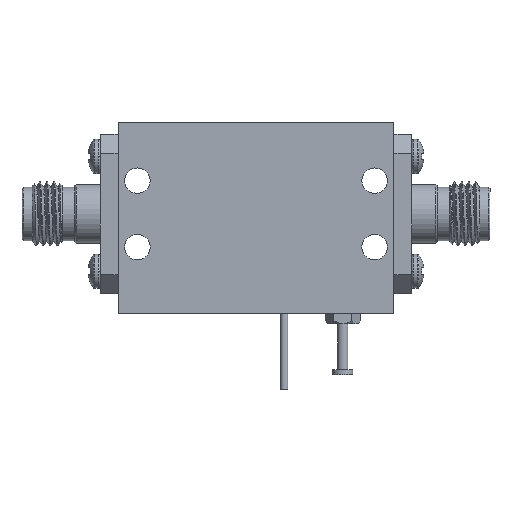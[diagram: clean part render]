
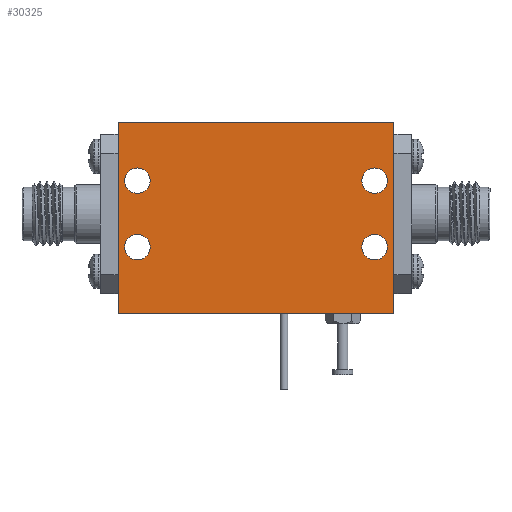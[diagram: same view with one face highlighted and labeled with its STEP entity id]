
A CAD part, front view. The second image highlights one B-rep face of the part: STEP entity #30325.
In plain terms, the highlighted planar face has unit normal (0, -1, 0).
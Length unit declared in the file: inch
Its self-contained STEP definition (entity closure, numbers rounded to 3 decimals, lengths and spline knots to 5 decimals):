
#580 = EDGE_LOOP ( 'NONE', ( #34389, #26942 ) ) ;
#1266 = DIRECTION ( 'NONE',  ( 0., 0., 1. ) ) ;
#1533 = CARTESIAN_POINT ( 'NONE',  ( -0.54, -0.175, 0.375 ) ) ;
#2245 = EDGE_CURVE ( 'NONE', #49344, #39169, #30257, .T. ) ;
#2665 = DIRECTION ( 'NONE',  ( 0., 1., 0. ) ) ;
#2712 = DIRECTION ( 'NONE',  ( 0., 1., 0. ) ) ;
#3562 = EDGE_LOOP ( 'NONE', ( #37252, #5888 ) ) ;
#4434 = CARTESIAN_POINT ( 'NONE',  ( 0.54, -0.175, 0.375 ) ) ;
#4484 = PLANE ( 'NONE',  #40859 ) ;
#5446 = DIRECTION ( 'NONE',  ( 0., 0., 1. ) ) ;
#5533 = VECTOR ( 'NONE', #13934, 39.37008 ) ;
#5888 = ORIENTED_EDGE ( 'NONE', *, *, #51851, .T. ) ;
#6997 = CARTESIAN_POINT ( 'NONE',  ( 0.465, -0.175, 0.145 ) ) ;
#7617 = EDGE_CURVE ( 'NONE', #9332, #30010, #51066, .T. ) ;
#8279 = EDGE_CURVE ( 'NONE', #17929, #28411, #9531, .T. ) ;
#8319 = DIRECTION ( 'NONE',  ( 0., 0., 1. ) ) ;
#9045 = VERTEX_POINT ( 'NONE', #34799 ) ;
#9332 = VERTEX_POINT ( 'NONE', #12958 ) ;
#9531 = CIRCLE ( 'NONE', #47782, 0.05 ) ;
#10756 = ORIENTED_EDGE ( 'NONE', *, *, #38505, .F. ) ;
#11153 = CARTESIAN_POINT ( 'NONE',  ( -0.465, -0.175, 0.145 ) ) ;
#11489 = DIRECTION ( 'NONE',  ( 0., 1., 0. ) ) ;
#11872 = ORIENTED_EDGE ( 'NONE', *, *, #7617, .F. ) ;
#12906 = FACE_BOUND ( 'NONE', #3562, .T. ) ;
#12958 = CARTESIAN_POINT ( 'NONE',  ( -0.54, -0.175, -0.375 ) ) ;
#13651 = ORIENTED_EDGE ( 'NONE', *, *, #49872, .T. ) ;
#13656 = CARTESIAN_POINT ( 'NONE',  ( 0.54, -0.175, -0.375 ) ) ;
#13934 = DIRECTION ( 'NONE',  ( 0., 0., -1. ) ) ;
#14024 = CARTESIAN_POINT ( 'NONE',  ( -0.54, -0.175, -0.375 ) ) ;
#16464 = CARTESIAN_POINT ( 'NONE',  ( -0.465, -0.175, -0.165 ) ) ;
#16474 = DIRECTION ( 'NONE',  ( 0., 1., 0. ) ) ;
#16881 = CARTESIAN_POINT ( 'NONE',  ( 0.465, -0.175, 0.145 ) ) ;
#17461 = CARTESIAN_POINT ( 'NONE',  ( -0.465, -0.175, -0.065 ) ) ;
#17647 = VECTOR ( 'NONE', #38530, 39.37008 ) ;
#17929 = VERTEX_POINT ( 'NONE', #22309 ) ;
#17982 = CARTESIAN_POINT ( 'NONE',  ( -0.54, -0.175, 0.375 ) ) ;
#18368 = LINE ( 'NONE', #14024, #17647 ) ;
#18720 = CIRCLE ( 'NONE', #42235, 0.05 ) ;
#19306 = DIRECTION ( 'NONE',  ( 0., 0., 1. ) ) ;
#19376 = AXIS2_PLACEMENT_3D ( 'NONE', #48012, #40645, #36571 ) ;
#19509 = AXIS2_PLACEMENT_3D ( 'NONE', #40494, #2665, #27700 ) ;
#20573 = CARTESIAN_POINT ( 'NONE',  ( -0.465, -0.175, 0.145 ) ) ;
#21234 = ORIENTED_EDGE ( 'NONE', *, *, #52955, .T. ) ;
#21353 = DIRECTION ( 'NONE',  ( 0., -1., 0. ) ) ;
#21630 = VERTEX_POINT ( 'NONE', #17461 ) ;
#22245 = VERTEX_POINT ( 'NONE', #16464 ) ;
#22309 = CARTESIAN_POINT ( 'NONE',  ( 0.465, -0.175, -0.065 ) ) ;
#22547 = VERTEX_POINT ( 'NONE', #48034 ) ;
#22646 = CARTESIAN_POINT ( 'NONE',  ( 0.54, -0.175, 0.375 ) ) ;
#22910 = EDGE_LOOP ( 'NONE', ( #51659, #10756, #11872, #37974 ) ) ;
#26629 = VERTEX_POINT ( 'NONE', #33625 ) ;
#26942 = ORIENTED_EDGE ( 'NONE', *, *, #37720, .T. ) ;
#27026 = CIRCLE ( 'NONE', #33953, 0.05 ) ;
#27700 = DIRECTION ( 'NONE',  ( 0., 0., 1. ) ) ;
#28143 = AXIS2_PLACEMENT_3D ( 'NONE', #39068, #43430, #30906 ) ;
#28411 = VERTEX_POINT ( 'NONE', #53012 ) ;
#29257 = CARTESIAN_POINT ( 'NONE',  ( 0., -0.175, 0. ) ) ;
#29514 = FACE_BOUND ( 'NONE', #42523, .T. ) ;
#30010 = VERTEX_POINT ( 'NONE', #44483 ) ;
#30257 = LINE ( 'NONE', #22646, #5533 ) ;
#30325 = ADVANCED_FACE ( 'NONE', ( #45071, #50190, #12906, #29514, #33335 ), #4484, .T. ) ;
#30906 = DIRECTION ( 'NONE',  ( 0., 0., 1. ) ) ;
#30952 = VECTOR ( 'NONE', #1266, 39.37008 ) ;
#33065 = DIRECTION ( 'NONE',  ( 0., 0., -1. ) ) ;
#33091 = DIRECTION ( 'NONE',  ( 0., 0., 1. ) ) ;
#33164 = CIRCLE ( 'NONE', #40143, 0.05 ) ;
#33335 = FACE_BOUND ( 'NONE', #43864, .T. ) ;
#33625 = CARTESIAN_POINT ( 'NONE',  ( -0.465, -0.175, 0.095 ) ) ;
#33662 = DIRECTION ( 'NONE',  ( 0., 0., 1. ) ) ;
#33953 = AXIS2_PLACEMENT_3D ( 'NONE', #16881, #11489, #5446 ) ;
#34299 = VECTOR ( 'NONE', #46311, 39.37008 ) ;
#34389 = ORIENTED_EDGE ( 'NONE', *, *, #53084, .T. ) ;
#34799 = CARTESIAN_POINT ( 'NONE',  ( -0.465, -0.175, 0.195 ) ) ;
#35119 = EDGE_CURVE ( 'NONE', #45527, #22547, #27026, .T. ) ;
#35147 = CIRCLE ( 'NONE', #19509, 0.05 ) ;
#36027 = ORIENTED_EDGE ( 'NONE', *, *, #40954, .T. ) ;
#36130 = DIRECTION ( 'NONE',  ( 0., 1., 0. ) ) ;
#36571 = DIRECTION ( 'NONE',  ( 0., 0., 1. ) ) ;
#37252 = ORIENTED_EDGE ( 'NONE', *, *, #8279, .T. ) ;
#37720 = EDGE_CURVE ( 'NONE', #22245, #21630, #35147, .T. ) ;
#37974 = ORIENTED_EDGE ( 'NONE', *, *, #53061, .F. ) ;
#38505 = EDGE_CURVE ( 'NONE', #30010, #49344, #42775, .T. ) ;
#38530 = DIRECTION ( 'NONE',  ( -1., 0., 0. ) ) ;
#39068 = CARTESIAN_POINT ( 'NONE',  ( -0.465, -0.175, -0.115 ) ) ;
#39169 = VERTEX_POINT ( 'NONE', #13656 ) ;
#40143 = AXIS2_PLACEMENT_3D ( 'NONE', #11153, #2712, #19306 ) ;
#40494 = CARTESIAN_POINT ( 'NONE',  ( -0.465, -0.175, -0.115 ) ) ;
#40645 = DIRECTION ( 'NONE',  ( 0., 1., 0. ) ) ;
#40859 = AXIS2_PLACEMENT_3D ( 'NONE', #29257, #21353, #33065 ) ;
#40954 = EDGE_CURVE ( 'NONE', #22547, #45527, #18720, .T. ) ;
#41990 = CIRCLE ( 'NONE', #48961, 0.05 ) ;
#42027 = CIRCLE ( 'NONE', #28143, 0.05 ) ;
#42235 = AXIS2_PLACEMENT_3D ( 'NONE', #6997, #36130, #8319 ) ;
#42240 = CARTESIAN_POINT ( 'NONE',  ( 0.465, -0.175, 0.195 ) ) ;
#42523 = EDGE_LOOP ( 'NONE', ( #21234, #13651 ) ) ;
#42775 = LINE ( 'NONE', #17982, #34299 ) ;
#42859 = CIRCLE ( 'NONE', #19376, 0.05 ) ;
#43430 = DIRECTION ( 'NONE',  ( 0., 1., 0. ) ) ;
#43864 = EDGE_LOOP ( 'NONE', ( #44522, #36027 ) ) ;
#44483 = CARTESIAN_POINT ( 'NONE',  ( -0.54, -0.175, 0.375 ) ) ;
#44522 = ORIENTED_EDGE ( 'NONE', *, *, #35119, .T. ) ;
#45071 = FACE_OUTER_BOUND ( 'NONE', #22910, .T. ) ;
#45527 = VERTEX_POINT ( 'NONE', #42240 ) ;
#45673 = CARTESIAN_POINT ( 'NONE',  ( 0.465, -0.175, -0.115 ) ) ;
#45925 = DIRECTION ( 'NONE',  ( 0., 1., 0. ) ) ;
#46311 = DIRECTION ( 'NONE',  ( 1., 0., 0. ) ) ;
#47782 = AXIS2_PLACEMENT_3D ( 'NONE', #45673, #45925, #33662 ) ;
#48012 = CARTESIAN_POINT ( 'NONE',  ( 0.465, -0.175, -0.115 ) ) ;
#48034 = CARTESIAN_POINT ( 'NONE',  ( 0.465, -0.175, 0.095 ) ) ;
#48961 = AXIS2_PLACEMENT_3D ( 'NONE', #20573, #16474, #33091 ) ;
#49344 = VERTEX_POINT ( 'NONE', #4434 ) ;
#49872 = EDGE_CURVE ( 'NONE', #26629, #9045, #33164, .T. ) ;
#50190 = FACE_BOUND ( 'NONE', #580, .T. ) ;
#51066 = LINE ( 'NONE', #1533, #30952 ) ;
#51659 = ORIENTED_EDGE ( 'NONE', *, *, #2245, .F. ) ;
#51851 = EDGE_CURVE ( 'NONE', #28411, #17929, #42859, .T. ) ;
#52955 = EDGE_CURVE ( 'NONE', #9045, #26629, #41990, .T. ) ;
#53012 = CARTESIAN_POINT ( 'NONE',  ( 0.465, -0.175, -0.165 ) ) ;
#53061 = EDGE_CURVE ( 'NONE', #39169, #9332, #18368, .T. ) ;
#53084 = EDGE_CURVE ( 'NONE', #21630, #22245, #42027, .T. ) ;
